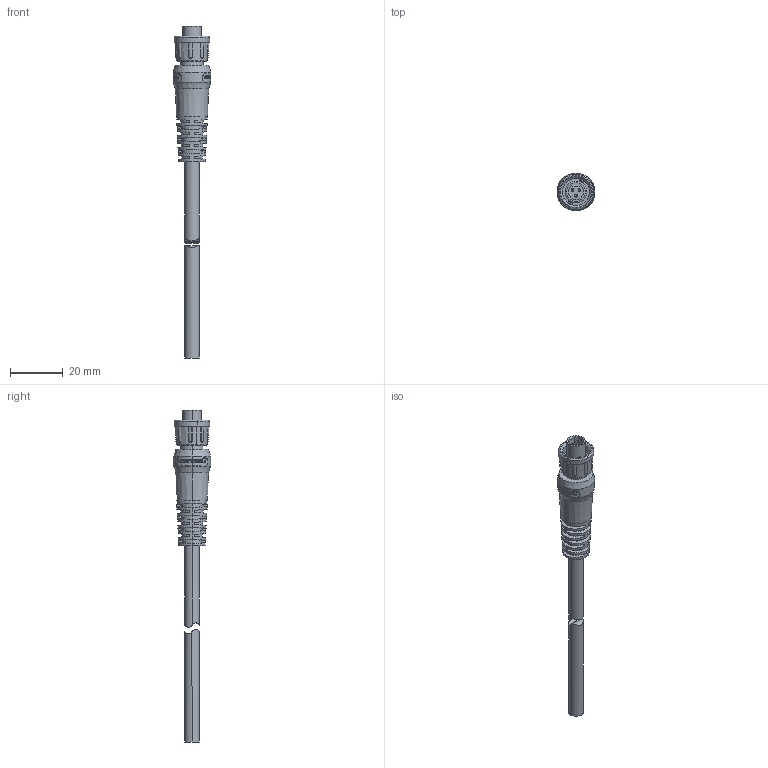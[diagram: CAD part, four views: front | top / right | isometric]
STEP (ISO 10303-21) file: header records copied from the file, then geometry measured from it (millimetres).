
FILE_DESCRIPTION (( 'STEP AP203' ), '1' );
FILE_NAME ('CA162803PXXX90.STEP', '2021-07-09T20:48:50', ( '' ), ( '' ), 'SwSTEP 2.0', 'SolidWorks 2020', '' );
FILE_SCHEMA (( 'CONFIG_CONTROL_DESIGN' ));
Length unit declared in the file: millimetre
Products named in the file (1): CA162803PXXX90
Bounding box: 14.43 x 14.22 x 126.24 mm (x, y, z)
Volume: 6708.4 mm3; surface area: 4450.1 mm2
Topology: 5 solids, 5 shells, 413 faces, 1077 edges, 701 vertices
Faces by surface type: plane 213, cylinder 109, cone 52, torus 25, bspline 8, sphere 6
Entity records: 14954 total; most frequent: CARTESIAN_POINT 5259, ORIENTED_EDGE 2142, DIRECTION 1875, EDGE_CURVE 1071, AXIS2_PLACEMENT_3D 743, VERTEX_POINT 701, EDGE_LOOP 446, FACE_OUTER_BOUND 413
